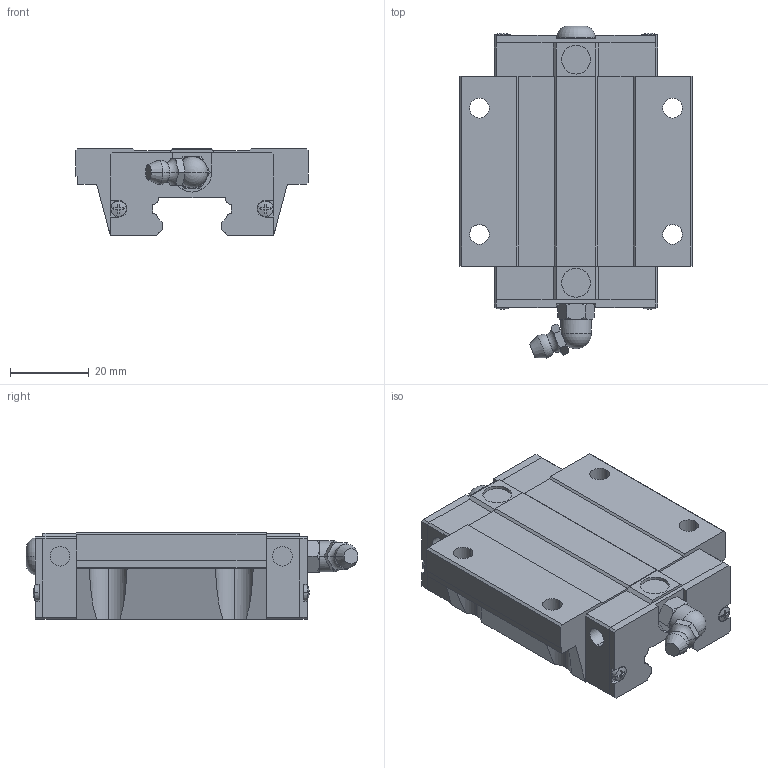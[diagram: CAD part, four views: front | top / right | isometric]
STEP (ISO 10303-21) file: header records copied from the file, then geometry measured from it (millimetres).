
FILE_DESCRIPTION(('STEP AP214'),'1');
FILE_NAME('cctmp_7294F06E-249D-4047-9FCB-BED27542C208_2020_5_13_14_12_57_592..stp','2020-05-13T12:12:57',('HIWIN GmbH'),('CADClick - www.CADClick.com'),'Spatial InterOp 3D',' ','unknown authorization');
FILE_SCHEMA(('AUTOMOTIVE_DESIGN'));
Length unit declared in the file: millimetre
Products named in the file (1): EGW20CCZ0H_FILE
Bounding box: 59 x 84.21 x 22 mm (x, y, z)
Volume: 58042.8 mm3; surface area: 15540.8 mm2
Topology: 1 solids, 5 shells, 352 faces, 945 edges, 615 vertices
Faces by surface type: plane 206, cylinder 88, cone 38, torus 18, sphere 2
Entity records: 13996 total; most frequent: CARTESIAN_POINT 2407, ORIENTED_EDGE 1886, DIRECTION 1782, EDGE_CURVE 943, VERTEX_POINT 615, AXIS2_PLACEMENT_3D 598, LINE 586, VECTOR 586
